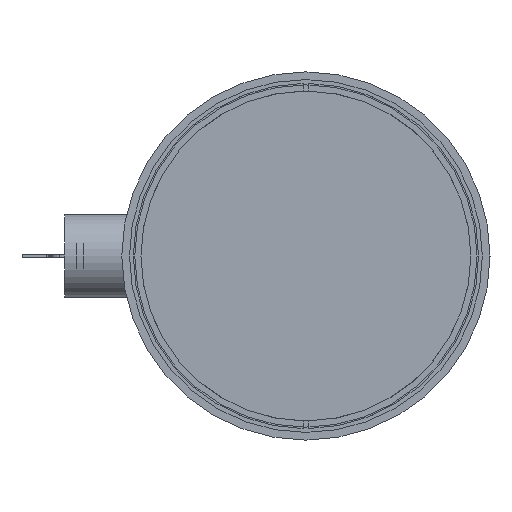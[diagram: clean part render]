
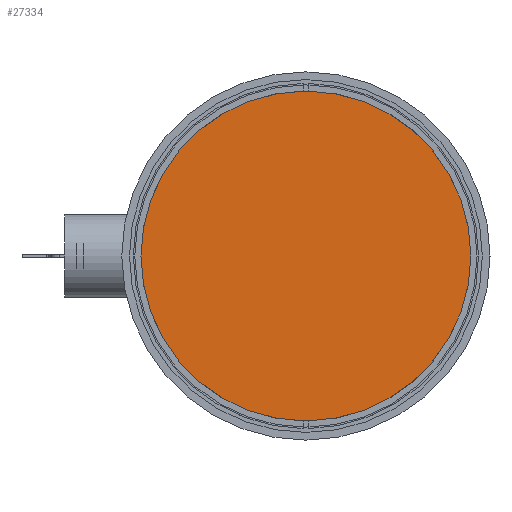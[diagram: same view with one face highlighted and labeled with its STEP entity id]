
A CAD part, left-side view. The second image highlights one B-rep face of the part: STEP entity #27334.
In plain terms, the highlighted planar face has unit normal (-1, 0, 0).
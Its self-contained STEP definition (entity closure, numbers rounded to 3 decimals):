
#1409 = VERTEX_POINT ( 'NONE', #2561 ) ;
#2561 = CARTESIAN_POINT ( 'NONE',  ( 0., 0., 43.788 ) ) ;
#3318 = CIRCLE ( 'NONE', #20525, 43.788 ) ;
#6509 = CARTESIAN_POINT ( 'NONE',  ( 0., 0., 0. ) ) ;
#9666 = PLANE ( 'NONE',  #28770 ) ;
#9835 = EDGE_CURVE ( 'NONE', #33722, #1409, #3318, .T. ) ;
#10229 = DIRECTION ( 'NONE',  ( 0., 0., 1. ) ) ;
#17197 = EDGE_LOOP ( 'NONE', ( #42744, #31276 ) ) ;
#19797 = DIRECTION ( 'NONE',  ( 0., 0., 1. ) ) ;
#19809 = CIRCLE ( 'NONE', #24852, 43.788 ) ;
#20525 = AXIS2_PLACEMENT_3D ( 'NONE', #37413, #41006, #10229 ) ;
#23366 = DIRECTION ( 'NONE',  ( 1., 0., 0. ) ) ;
#24852 = AXIS2_PLACEMENT_3D ( 'NONE', #37767, #34372, #19797 ) ;
#27334 = ADVANCED_FACE ( 'NONE', ( #44018 ), #9666, .F. ) ;
#28770 = AXIS2_PLACEMENT_3D ( 'NONE', #6509, #23366, #33895 ) ;
#31276 = ORIENTED_EDGE ( 'NONE', *, *, #36673, .T. ) ;
#32754 = CARTESIAN_POINT ( 'NONE',  ( 0., 0., -43.788 ) ) ;
#33722 = VERTEX_POINT ( 'NONE', #32754 ) ;
#33895 = DIRECTION ( 'NONE',  ( 0., 0., -1. ) ) ;
#34372 = DIRECTION ( 'NONE',  ( -1., 0., 0. ) ) ;
#36673 = EDGE_CURVE ( 'NONE', #1409, #33722, #19809, .T. ) ;
#37413 = CARTESIAN_POINT ( 'NONE',  ( 0., 0., 0. ) ) ;
#37767 = CARTESIAN_POINT ( 'NONE',  ( 0., 0., 0. ) ) ;
#41006 = DIRECTION ( 'NONE',  ( -1., 0., 0. ) ) ;
#42744 = ORIENTED_EDGE ( 'NONE', *, *, #9835, .T. ) ;
#44018 = FACE_OUTER_BOUND ( 'NONE', #17197, .T. ) ;
